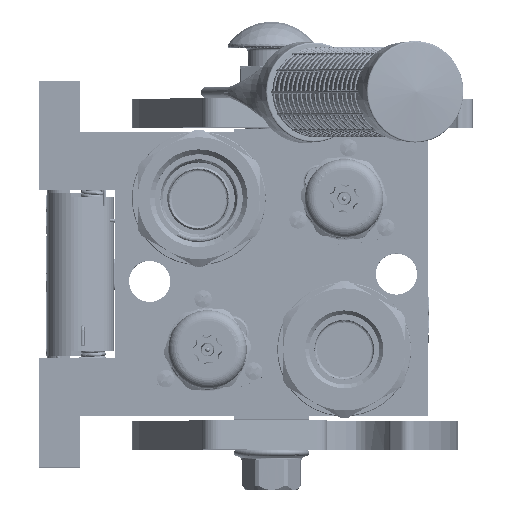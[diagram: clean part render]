
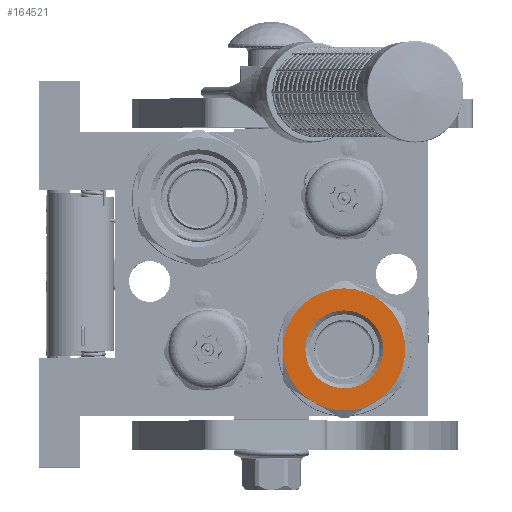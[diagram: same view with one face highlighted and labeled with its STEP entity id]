
A CAD part, top view. The second image highlights one B-rep face of the part: STEP entity #164521.
In plain terms, the highlighted face is planar.
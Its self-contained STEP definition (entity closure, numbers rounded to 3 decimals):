
#4642 = CARTESIAN_POINT ( 'NONE',  ( 100.6, 0., 0. ) ) ;
#10642 = EDGE_CURVE ( 'NONE', #140970, #60460, #92555, .T. ) ;
#11533 = DIRECTION ( 'NONE',  ( -1., 0., 0. ) ) ;
#12599 = EDGE_CURVE ( 'NONE', #135591, #231967, #21306, .T. ) ;
#13232 = FACE_BOUND ( 'NONE', #133521, .T. ) ;
#17440 = EDGE_CURVE ( 'NONE', #230761, #133739, #216186, .T. ) ;
#21306 = CIRCLE ( 'NONE', #136404, 13.4 ) ;
#22108 = CARTESIAN_POINT ( 'NONE',  ( 100.6, -10.5, -18.187 ) ) ;
#32386 = DIRECTION ( 'NONE',  ( -1., 0., 0. ) ) ;
#35183 = DIRECTION ( 'NONE',  ( 0., 0.5, 0.866 ) ) ;
#37644 = DIRECTION ( 'NONE',  ( -1., 0., 0. ) ) ;
#37841 = ORIENTED_EDGE ( 'NONE', *, *, #226450, .T. ) ;
#39848 = CARTESIAN_POINT ( 'NONE',  ( 100.6, 0., 21. ) ) ;
#42003 = CIRCLE ( 'NONE', #123326, 21. ) ;
#49372 = CARTESIAN_POINT ( 'NONE',  ( 100.6, 0., 0. ) ) ;
#50467 = AXIS2_PLACEMENT_3D ( 'NONE', #123494, #32386, #177345 ) ;
#60460 = VERTEX_POINT ( 'NONE', #205136 ) ;
#63433 = CARTESIAN_POINT ( 'NONE',  ( 100.6, -13.4, 0. ) ) ;
#63968 = EDGE_CURVE ( 'NONE', #79038, #230761, #66575, .T. ) ;
#66575 = CIRCLE ( 'NONE', #86183, 21. ) ;
#68442 = AXIS2_PLACEMENT_3D ( 'NONE', #106395, #123121, #35183 ) ;
#69278 = VERTEX_POINT ( 'NONE', #218527 ) ;
#69968 = EDGE_CURVE ( 'NONE', #69278, #79038, #42003, .T. ) ;
#70949 = CARTESIAN_POINT ( 'NONE',  ( 100.6, 0., 0. ) ) ;
#71290 = ORIENTED_EDGE ( 'NONE', *, *, #17440, .T. ) ;
#72893 = AXIS2_PLACEMENT_3D ( 'NONE', #49372, #191175, #213315 ) ;
#78883 = ORIENTED_EDGE ( 'NONE', *, *, #118683, .T. ) ;
#79038 = VERTEX_POINT ( 'NONE', #149884 ) ;
#81702 = DIRECTION ( 'NONE',  ( 1., 0., 0. ) ) ;
#86183 = AXIS2_PLACEMENT_3D ( 'NONE', #160053, #161611, #179078 ) ;
#89775 = FACE_OUTER_BOUND ( 'NONE', #210610, .T. ) ;
#92555 = CIRCLE ( 'NONE', #50467, 21. ) ;
#93724 = CIRCLE ( 'NONE', #72893, 21. ) ;
#95092 = AXIS2_PLACEMENT_3D ( 'NONE', #122361, #11533, #103309 ) ;
#97308 = CIRCLE ( 'NONE', #68442, 21. ) ;
#102145 = ORIENTED_EDGE ( 'NONE', *, *, #63968, .T. ) ;
#103309 = DIRECTION ( 'NONE',  ( 0., 0., 1. ) ) ;
#106395 = CARTESIAN_POINT ( 'NONE',  ( 100.6, 0., 0. ) ) ;
#112957 = ORIENTED_EDGE ( 'NONE', *, *, #178703, .T. ) ;
#114178 = CARTESIAN_POINT ( 'NONE',  ( 100.6, 0., 0. ) ) ;
#118683 = EDGE_CURVE ( 'NONE', #231967, #135591, #211225, .T. ) ;
#119414 = CARTESIAN_POINT ( 'NONE',  ( 100.6, 13.4, 0. ) ) ;
#120479 = DIRECTION ( 'NONE',  ( 0., 0.5, 0.866 ) ) ;
#122361 = CARTESIAN_POINT ( 'NONE',  ( 100.6, 0., 0. ) ) ;
#123121 = DIRECTION ( 'NONE',  ( 1., 0., 0. ) ) ;
#123326 = AXIS2_PLACEMENT_3D ( 'NONE', #199219, #163534, #127148 ) ;
#123494 = CARTESIAN_POINT ( 'NONE',  ( 100.6, 0., 0. ) ) ;
#126368 = DIRECTION ( 'NONE',  ( 0., 1., 0. ) ) ;
#127148 = DIRECTION ( 'NONE',  ( 0., -0.5, 0.866 ) ) ;
#133521 = EDGE_LOOP ( 'NONE', ( #78883, #186916 ) ) ;
#133739 = VERTEX_POINT ( 'NONE', #144656 ) ;
#135591 = VERTEX_POINT ( 'NONE', #119414 ) ;
#136404 = AXIS2_PLACEMENT_3D ( 'NONE', #70949, #37644, #126368 ) ;
#140970 = VERTEX_POINT ( 'NONE', #164884 ) ;
#144656 = CARTESIAN_POINT ( 'NONE',  ( 100.6, 10.5, -18.187 ) ) ;
#145504 = ORIENTED_EDGE ( 'NONE', *, *, #168939, .F. ) ;
#149170 = AXIS2_PLACEMENT_3D ( 'NONE', #4642, #167733, #185173 ) ;
#149884 = CARTESIAN_POINT ( 'NONE',  ( 100.6, -21., 0. ) ) ;
#156421 = ORIENTED_EDGE ( 'NONE', *, *, #69968, .T. ) ;
#158765 = PLANE ( 'NONE',  #95092 ) ;
#160053 = CARTESIAN_POINT ( 'NONE',  ( 100.6, 0., 0. ) ) ;
#161611 = DIRECTION ( 'NONE',  ( 1., 0., 0. ) ) ;
#163534 = DIRECTION ( 'NONE',  ( 1., 0., 0. ) ) ;
#164521 = ADVANCED_FACE ( 'NONE', ( #89775, #13232 ), #158765, .F. ) ;
#164884 = CARTESIAN_POINT ( 'NONE',  ( 100.6, 10.5, 18.187 ) ) ;
#167733 = DIRECTION ( 'NONE',  ( 1., 0., 0. ) ) ;
#168295 = CIRCLE ( 'NONE', #200287, 21. ) ;
#168799 = DIRECTION ( 'NONE',  ( -1., 0., 0. ) ) ;
#168939 = EDGE_CURVE ( 'NONE', #60460, #133739, #93724, .T. ) ;
#177345 = DIRECTION ( 'NONE',  ( 0., 0.5, 0.866 ) ) ;
#178515 = VERTEX_POINT ( 'NONE', #39848 ) ;
#178703 = EDGE_CURVE ( 'NONE', #140970, #178515, #168295, .T. ) ;
#179078 = DIRECTION ( 'NONE',  ( 0., -1., 0. ) ) ;
#185173 = DIRECTION ( 'NONE',  ( 0., -0.5, -0.866 ) ) ;
#186916 = ORIENTED_EDGE ( 'NONE', *, *, #12599, .T. ) ;
#187772 = DIRECTION ( 'NONE',  ( 0., -1., 0. ) ) ;
#191175 = DIRECTION ( 'NONE',  ( -1., 0., 0. ) ) ;
#194418 = AXIS2_PLACEMENT_3D ( 'NONE', #114178, #168799, #187772 ) ;
#199219 = CARTESIAN_POINT ( 'NONE',  ( 100.6, 0., 0. ) ) ;
#200287 = AXIS2_PLACEMENT_3D ( 'NONE', #209250, #81702, #120479 ) ;
#205136 = CARTESIAN_POINT ( 'NONE',  ( 100.6, 21., 0. ) ) ;
#209250 = CARTESIAN_POINT ( 'NONE',  ( 100.6, 0., 0. ) ) ;
#210610 = EDGE_LOOP ( 'NONE', ( #156421, #102145, #71290, #145504, #230885, #112957, #37841 ) ) ;
#211225 = CIRCLE ( 'NONE', #194418, 13.4 ) ;
#213315 = DIRECTION ( 'NONE',  ( 0., 1., 0. ) ) ;
#216186 = CIRCLE ( 'NONE', #149170, 21. ) ;
#218527 = CARTESIAN_POINT ( 'NONE',  ( 100.6, -10.5, 18.187 ) ) ;
#226450 = EDGE_CURVE ( 'NONE', #178515, #69278, #97308, .T. ) ;
#230761 = VERTEX_POINT ( 'NONE', #22108 ) ;
#230885 = ORIENTED_EDGE ( 'NONE', *, *, #10642, .F. ) ;
#231967 = VERTEX_POINT ( 'NONE', #63433 ) ;
